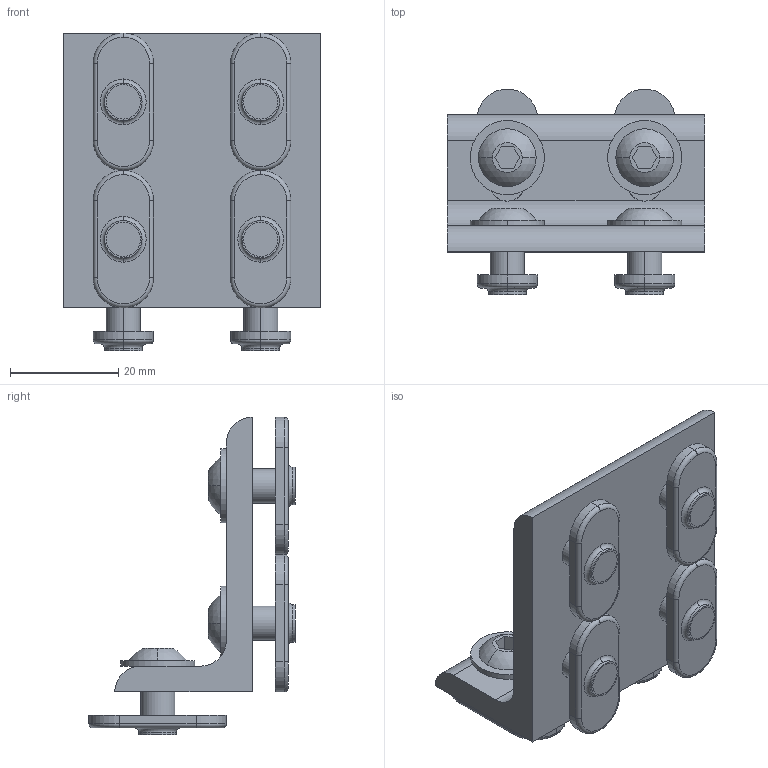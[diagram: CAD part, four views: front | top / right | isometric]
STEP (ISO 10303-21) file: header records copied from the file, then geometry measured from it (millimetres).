
FILE_DESCRIPTION (( 'STEP AP203' ), '1' );
FILE_NAME ('653131.SLDASM.step', '2003-10-13T11:25:30', ( 'Jerry Winters' ), ( 'GoEngineer' ), 'SwSTEP 2.0', 'SolidWorks 2003174', '' );
FILE_SCHEMA (( 'CONFIG_CONTROL_DESIGN' ));
Length unit declared in the file: inch
Products named in the file (5): Inside Corner Brackets (SLOT)_653131; 651130; FBHSCS_651136; 651163; 653131.SLDASM
Assembly tree (9 placements, depth 3):
  653131.SLDASM
    651130  x6
      FBHSCS_651136
      651163
    Inside Corner Brackets (SLOT)_653131
Bounding box: 47.62 x 38.1 x 58.72 mm (x, y, z)
Volume: 21867.8 mm3; surface area: 15812.3 mm2
Topology: 13 solids, 13 shells, 245 faces, 555 edges, 356 vertices
Faces by surface type: plane 108, cylinder 95, torus 30, sphere 12
Entity records: 2783 total; most frequent: CARTESIAN_POINT 413, DIRECTION 392, ORIENTED_EDGE 340, EDGE_CURVE 170, AXIS2_PLACEMENT_3D 154, VERTEX_POINT 111, LINE 84, VECTOR 84
